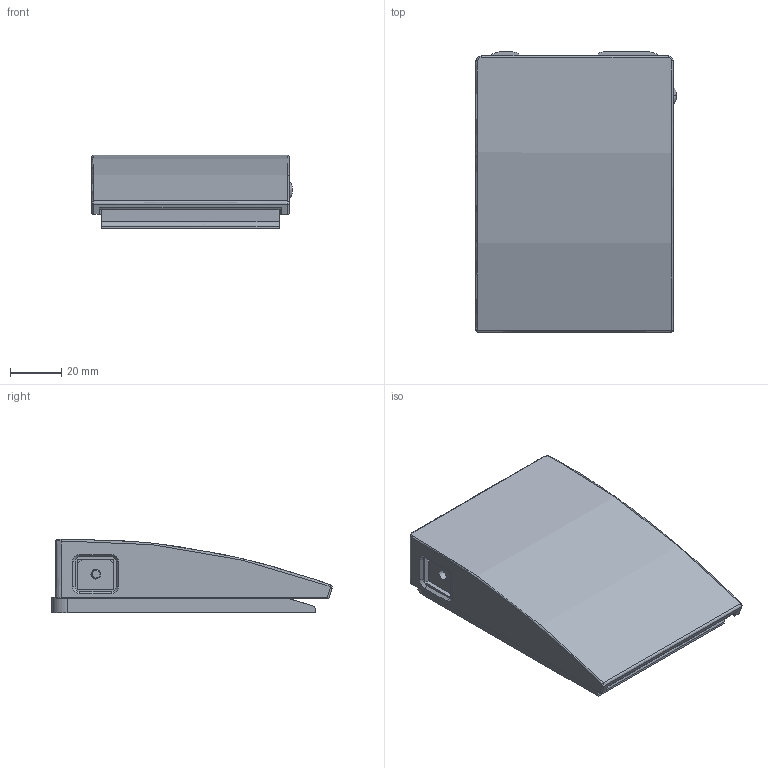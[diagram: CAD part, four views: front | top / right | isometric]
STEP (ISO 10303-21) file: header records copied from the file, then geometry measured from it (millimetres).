
FILE_DESCRIPTION(/* description */ (''),/* implementation_level */ '2;1');
FILE_NAME(/* name */ 'foot-button.step',/* time_stamp */ '2023-09-25T20:38:01-04:00',/* author */ (''),/* organization */ (''),/* preprocessor_version */ 'ST-DEVELOPER v20',/* originating_system */ 'Autodesk Translation Framework v12.14.0.127',/* authorisation */ '');
FILE_SCHEMA (('AUTOMOTIVE_DESIGN { 1 0 10303 214 3 1 1 }'));
Length unit declared in the file: millimetre
Products named in the file (11): Foot Button; button; base; axis-bushing; screw; Component8; spring; mcu-retainer; masher; axis-insert; switch
Assembly tree (10 placements, depth 3):
  Foot Button
    button
    base
    axis-bushing
    screw
      Component8
    spring
    mcu-retainer
    masher
    axis-insert
    switch
Bounding box: 78.17 x 109.56 x 28.58 mm (x, y, z)
Volume: 80403.7 mm3; surface area: 53592.8 mm2
Topology: 14 solids, 14 shells, 661 faces, 1767 edges, 1165 vertices
Faces by surface type: plane 395, bspline 119, cylinder 111, cone 26, sphere 7, torus 3
Full cylindrical faces by diameter (mm): 1 x2, 2.2 x4, 2.3 x1, 2.9 x1, 3.9 x2, 4 x13, 4.2 x5, 8 x1, 8.2 x1, 10 x2, 10.5 x1, 11 x1, 12.8 x1
Entity records: 36803 total; most frequent: CARTESIAN_POINT 20653, ORIENTED_EDGE 3534, DIRECTION 2800, EDGE_CURVE 1767, VERTEX_POINT 1165, LINE 1158, VECTOR 1158, AXIS2_PLACEMENT_3D 821
